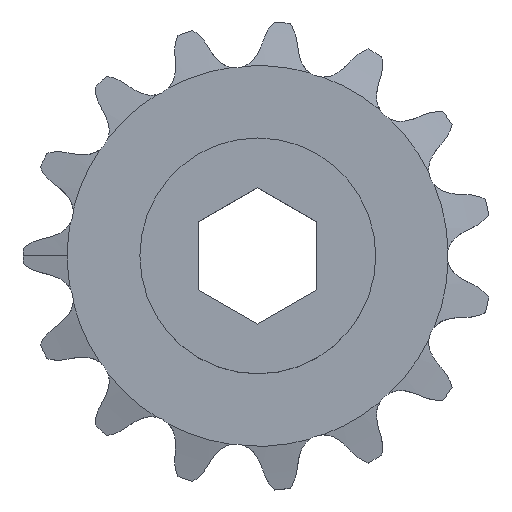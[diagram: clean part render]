
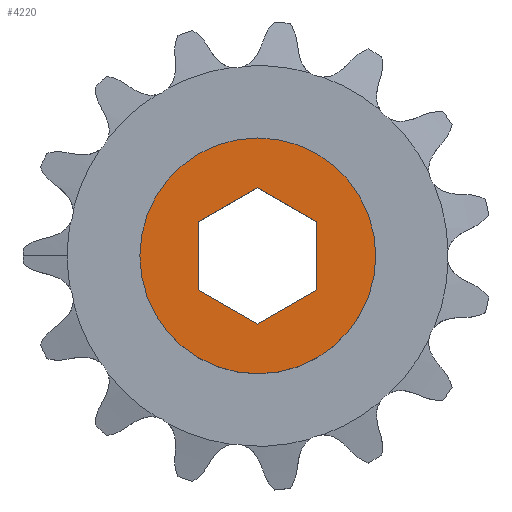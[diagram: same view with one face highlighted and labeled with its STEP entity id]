
A CAD part, top view. The second image highlights one B-rep face of the part: STEP entity #4220.
In plain terms, the highlighted planar face has unit normal (0, 0, 1).
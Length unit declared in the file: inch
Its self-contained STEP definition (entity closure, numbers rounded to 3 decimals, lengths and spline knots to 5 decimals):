
#42 = AXIS2_PLACEMENT_3D ( 'NONE', #5507, #5512, #5513 ) ;
#824 = DIRECTION ( 'NONE',  ( 0., -1., 0. ) ) ;
#825 = CARTESIAN_POINT ( 'NONE',  ( -0.2505, 0.14463, 0.33575 ) ) ;
#826 = CARTESIAN_POINT ( 'NONE',  ( 0., 0., 0.33575 ) ) ;
#827 = DIRECTION ( 'NONE',  ( 0., 0., 1. ) ) ;
#828 = DIRECTION ( 'NONE',  ( 1., 0., 0. ) ) ;
#829 = CARTESIAN_POINT ( 'NONE',  ( 0., 0.28925, 0.33575 ) ) ;
#830 = DIRECTION ( 'NONE',  ( -0.866, -0.5, 0. ) ) ;
#831 = CARTESIAN_POINT ( 'NONE',  ( 0.2505, 0.14463, 0.33575 ) ) ;
#832 = DIRECTION ( 'NONE',  ( -0.866, 0.5, 0. ) ) ;
#833 = CARTESIAN_POINT ( 'NONE',  ( 0.2505, -0.14463, 0.33575 ) ) ;
#834 = DIRECTION ( 'NONE',  ( 0., 1., 0. ) ) ;
#835 = CARTESIAN_POINT ( 'NONE',  ( 0., -0.28925, 0.33575 ) ) ;
#836 = DIRECTION ( 'NONE',  ( 0.866, 0.5, 0. ) ) ;
#837 = CARTESIAN_POINT ( 'NONE',  ( -0.2505, -0.14463, 0.33575 ) ) ;
#838 = DIRECTION ( 'NONE',  ( 0.866, -0.5, 0. ) ) ;
#1055 = EDGE_CURVE ( 'NONE', #3674, #3462, #1809, .T. ) ;
#1056 = EDGE_CURVE ( 'NONE', #3482, #3481, #1807, .T. ) ;
#1057 = EDGE_CURVE ( 'NONE', #3483, #3482, #1804, .T. ) ;
#1058 = EDGE_CURVE ( 'NONE', #3478, #3483, #1802, .T. ) ;
#1059 = EDGE_CURVE ( 'NONE', #3480, #3478, #1800, .T. ) ;
#1060 = EDGE_CURVE ( 'NONE', #3479, #3480, #1798, .T. ) ;
#1061 = EDGE_CURVE ( 'NONE', #3481, #3479, #1796, .T. ) ;
#1446 = FACE_BOUND ( 'NONE', #4698, .T. ) ;
#1451 = FACE_OUTER_BOUND ( 'NONE', #4761, .T. ) ;
#1573 = CIRCLE ( 'NONE', #5060, 0.5 ) ;
#1793 = VECTOR ( 'NONE', #838, 39.37008 ) ;
#1795 = VECTOR ( 'NONE', #836, 39.37008 ) ;
#1796 = LINE ( 'NONE', #837, #1793 ) ;
#1797 = VECTOR ( 'NONE', #834, 39.37008 ) ;
#1798 = LINE ( 'NONE', #835, #1795 ) ;
#1799 = VECTOR ( 'NONE', #832, 39.37008 ) ;
#1800 = LINE ( 'NONE', #833, #1797 ) ;
#1801 = VECTOR ( 'NONE', #830, 39.37008 ) ;
#1802 = LINE ( 'NONE', #831, #1799 ) ;
#1803 = VECTOR ( 'NONE', #824, 39.37008 ) ;
#1804 = LINE ( 'NONE', #829, #1801 ) ;
#1807 = LINE ( 'NONE', #825, #1803 ) ;
#1809 = CIRCLE ( 'NONE', #5121, 0.5 ) ;
#2111 = CARTESIAN_POINT ( 'NONE',  ( 0., 0., 0.33575 ) ) ;
#2113 = DIRECTION ( 'NONE',  ( 0., 0., 1. ) ) ;
#2114 = DIRECTION ( 'NONE',  ( 1., 0., 0. ) ) ;
#2264 = CARTESIAN_POINT ( 'NONE',  ( 0., -0.28925, 0.33575 ) ) ;
#2280 = CARTESIAN_POINT ( 'NONE',  ( 0.5, 0., 0.33575 ) ) ;
#2304 = CARTESIAN_POINT ( 'NONE',  ( 0.2505, 0.14463, 0.33575 ) ) ;
#2306 = CARTESIAN_POINT ( 'NONE',  ( 0.2505, -0.14463, 0.33575 ) ) ;
#2308 = CARTESIAN_POINT ( 'NONE',  ( -0.2505, -0.14463, 0.33575 ) ) ;
#2310 = CARTESIAN_POINT ( 'NONE',  ( -0.2505, 0.14463, 0.33575 ) ) ;
#2311 = CARTESIAN_POINT ( 'NONE',  ( 0., 0.28925, 0.33575 ) ) ;
#2433 = EDGE_CURVE ( 'NONE', #3462, #3674, #1573, .T. ) ;
#2576 = CARTESIAN_POINT ( 'NONE',  ( -0.5, 0., 0.33575 ) ) ;
#3403 = ORIENTED_EDGE ( 'NONE', *, *, #1055, .T. ) ;
#3404 = ORIENTED_EDGE ( 'NONE', *, *, #1056, .F. ) ;
#3405 = ORIENTED_EDGE ( 'NONE', *, *, #2433, .T. ) ;
#3406 = ORIENTED_EDGE ( 'NONE', *, *, #1057, .F. ) ;
#3407 = ORIENTED_EDGE ( 'NONE', *, *, #1060, .F. ) ;
#3408 = ORIENTED_EDGE ( 'NONE', *, *, #1061, .F. ) ;
#3412 = ORIENTED_EDGE ( 'NONE', *, *, #1058, .F. ) ;
#3415 = ORIENTED_EDGE ( 'NONE', *, *, #1059, .F. ) ;
#3462 = VERTEX_POINT ( 'NONE', #2280 ) ;
#3478 = VERTEX_POINT ( 'NONE', #2304 ) ;
#3479 = VERTEX_POINT ( 'NONE', #2264 ) ;
#3480 = VERTEX_POINT ( 'NONE', #2306 ) ;
#3481 = VERTEX_POINT ( 'NONE', #2308 ) ;
#3482 = VERTEX_POINT ( 'NONE', #2310 ) ;
#3483 = VERTEX_POINT ( 'NONE', #2311 ) ;
#3674 = VERTEX_POINT ( 'NONE', #2576 ) ;
#4220 = ADVANCED_FACE ( 'NONE', ( #1451, #1446 ), #5505, .T. ) ;
#4698 = EDGE_LOOP ( 'NONE', ( #3404, #3406, #3412, #3415, #3407, #3408 ) ) ;
#4761 = EDGE_LOOP ( 'NONE', ( #3403, #3405 ) ) ;
#5060 = AXIS2_PLACEMENT_3D ( 'NONE', #2111, #2113, #2114 ) ;
#5121 = AXIS2_PLACEMENT_3D ( 'NONE', #826, #827, #828 ) ;
#5505 = PLANE ( 'NONE',  #42 ) ;
#5507 = CARTESIAN_POINT ( 'NONE',  ( 0., 0., 0.33575 ) ) ;
#5512 = DIRECTION ( 'NONE',  ( 0., 0., 1. ) ) ;
#5513 = DIRECTION ( 'NONE',  ( 1., 0., 0. ) ) ;
